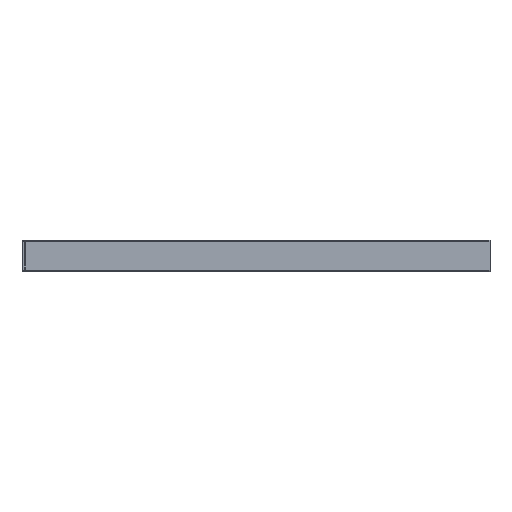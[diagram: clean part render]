
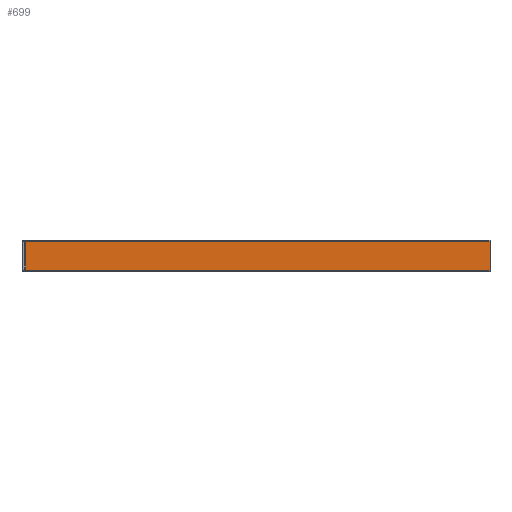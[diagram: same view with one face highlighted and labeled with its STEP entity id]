
A CAD part, top view. The second image highlights one B-rep face of the part: STEP entity #699.
In plain terms, the highlighted planar face has unit normal (0, 0, 1).
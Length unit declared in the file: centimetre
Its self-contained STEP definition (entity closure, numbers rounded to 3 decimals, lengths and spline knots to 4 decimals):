
#61=FACE_OUTER_BOUND('',#98,.T.);
#98=EDGE_LOOP('',(#528,#529,#530,#531));
#165=LINE('',#1062,#239);
#169=LINE('',#1080,#243);
#175=LINE('',#1097,#249);
#176=LINE('',#1099,#250);
#239=VECTOR('',#842,6.5);
#243=VECTOR('',#860,6.5);
#249=VECTOR('',#876,105.563);
#250=VECTOR('',#879,105.563);
#313=VERTEX_POINT('',#1059);
#314=VERTEX_POINT('',#1061);
#319=VERTEX_POINT('',#1076);
#321=VERTEX_POINT('',#1079);
#386=EDGE_CURVE('',#314,#313,#165,.T.);
#395=EDGE_CURVE('',#319,#321,#169,.T.);
#405=EDGE_CURVE('',#319,#314,#175,.T.);
#406=EDGE_CURVE('',#313,#321,#176,.T.);
#528=ORIENTED_EDGE('',*,*,#395,.F.);
#529=ORIENTED_EDGE('',*,*,#405,.T.);
#530=ORIENTED_EDGE('',*,*,#386,.T.);
#531=ORIENTED_EDGE('',*,*,#406,.T.);
#674=PLANE('',#753);
#699=ADVANCED_FACE('',(#61),#674,.T.);
#753=AXIS2_PLACEMENT_3D('',#1098,#877,#878);
#842=DIRECTION('',(0.,-1.,0.));
#860=DIRECTION('',(0.,-1.,0.));
#876=DIRECTION('',(-1.,0.,0.));
#877=DIRECTION('center_axis',(0.,0.,1.));
#878=DIRECTION('ref_axis',(0.,1.,0.));
#879=DIRECTION('',(1.,0.,0.));
#1059=CARTESIAN_POINT('',(40.587,-3.25,29.));
#1061=CARTESIAN_POINT('',(40.587,3.25,29.));
#1062=CARTESIAN_POINT('',(40.587,3.25,29.));
#1076=CARTESIAN_POINT('',(146.15,3.25,29.));
#1079=CARTESIAN_POINT('',(146.15,-3.25,29.));
#1080=CARTESIAN_POINT('',(146.15,3.25,29.));
#1097=CARTESIAN_POINT('',(146.15,3.25,29.));
#1098=CARTESIAN_POINT('Origin',(146.15,-3.25,29.));
#1099=CARTESIAN_POINT('',(40.587,-3.25,29.));
